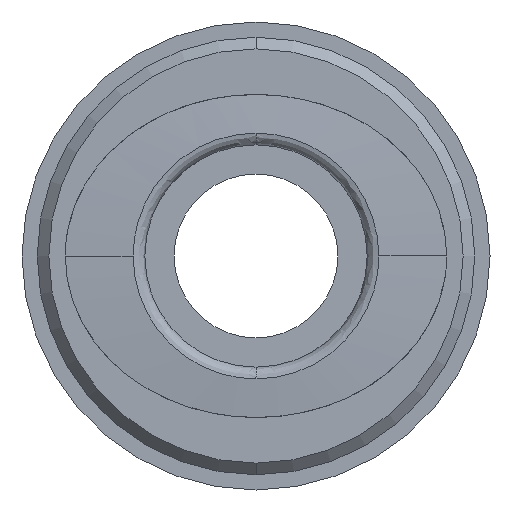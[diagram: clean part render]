
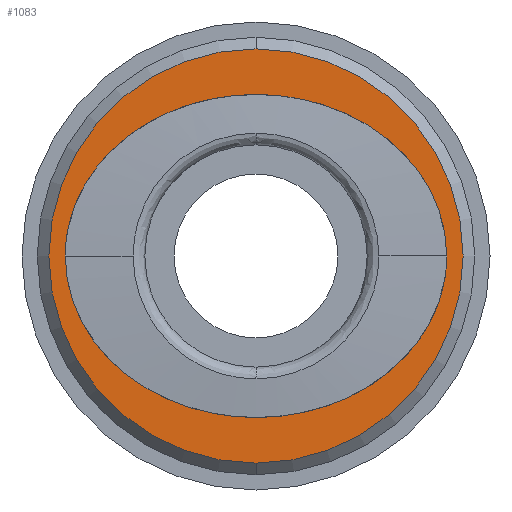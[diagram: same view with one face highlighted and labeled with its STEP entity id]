
A CAD part, front view. The second image highlights one B-rep face of the part: STEP entity #1083.
In plain terms, the highlighted planar face has unit normal (0, -1, 0).
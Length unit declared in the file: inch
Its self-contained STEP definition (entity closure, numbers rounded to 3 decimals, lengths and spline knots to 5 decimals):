
#74 = EDGE_LOOP ( 'NONE', ( #2563, #2820 ) ) ;
#121 = CARTESIAN_POINT ( 'NONE',  ( 0., -0.77362, -0.27165 ) ) ;
#130 = DIRECTION ( 'NONE',  ( 0., -1., 0. ) ) ;
#153 = EDGE_CURVE ( 'NONE', #1026, #1623, #2516, .T. ) ;
#355 = CARTESIAN_POINT ( 'NONE',  ( 0.32087, -0.77362, 0. ) ) ;
#359 = CARTESIAN_POINT ( 'NONE',  ( 0., -0.77362, -0.34843 ) ) ;
#402 = AXIS2_PLACEMENT_3D ( 'NONE', #1357, #3001, #1601 ) ;
#453 = EDGE_LOOP ( 'NONE', ( #1174, #751 ) ) ;
#461 = AXIS2_PLACEMENT_3D ( 'NONE', #1532, #130, #1766 ) ;
#467 = VERTEX_POINT ( 'NONE', #359 ) ;
#606 = CARTESIAN_POINT ( 'NONE',  ( -0.33465, -0.77362, 0. ) ) ;
#751 = ORIENTED_EDGE ( 'NONE', *, *, #789, .T. ) ;
#789 = EDGE_CURVE ( 'NONE', #467, #843, #2988, .T. ) ;
#843 = VERTEX_POINT ( 'NONE', #2948 ) ;
#989 = EDGE_CURVE ( 'NONE', #1623, #1026, #1666, .T. ) ;
#996 = FACE_OUTER_BOUND ( 'NONE', #453, .T. ) ;
#1001 = CARTESIAN_POINT ( 'NONE',  ( 0., -0.77362, 0.27165 ) ) ;
#1026 = VERTEX_POINT ( 'NONE', #2453 ) ;
#1080 = DIRECTION ( 'NONE',  ( 0., 0., -1. ) ) ;
#1083 = ADVANCED_FACE ( 'NONE', ( #2761, #996 ), #2474, .T. ) ;
#1174 = ORIENTED_EDGE ( 'NONE', *, *, #1308, .T. ) ;
#1239 = CARTESIAN_POINT ( 'NONE',  ( -0.32087, -0.77362, 0. ) ) ;
#1285 = CARTESIAN_POINT ( 'NONE',  ( -0.32087, -0.77362, 0. ) ) ;
#1308 = EDGE_CURVE ( 'NONE', #843, #467, #2458, .T. ) ;
#1357 = CARTESIAN_POINT ( 'NONE',  ( 0., -0.77362, 0. ) ) ;
#1521 = CARTESIAN_POINT ( 'NONE',  ( -0.32087, -0.77362, -0.27165 ) ) ;
#1532 = CARTESIAN_POINT ( 'NONE',  ( 0., -0.77362, 0. ) ) ;
#1545 = DIRECTION ( 'NONE',  ( 0., -1., 0. ) ) ;
#1601 = DIRECTION ( 'NONE',  ( 0., 0., 1. ) ) ;
#1623 = VERTEX_POINT ( 'NONE', #2571 ) ;
#1666 =( BOUNDED_CURVE ( )  B_SPLINE_CURVE ( 2, ( #1285, #1521, #121, #1757, #355 ),
 .UNSPECIFIED., .F., .T. ) 
 B_SPLINE_CURVE_WITH_KNOTS ( ( 3, 2, 3 ),
 ( 0., 0.01185, 0.02369 ),
 .UNSPECIFIED. ) 
 CURVE ( )  GEOMETRIC_REPRESENTATION_ITEM ( )  RATIONAL_B_SPLINE_CURVE ( ( 1., 0.707, 1., 0.707, 1. ) ) 
 REPRESENTATION_ITEM ( '' )  );
#1757 = CARTESIAN_POINT ( 'NONE',  ( 0.32087, -0.77362, -0.27165 ) ) ;
#1766 = DIRECTION ( 'NONE',  ( 0., 0., 1. ) ) ;
#2159 = CARTESIAN_POINT ( 'NONE',  ( 0.32087, -0.77362, 0.27165 ) ) ;
#2394 = CARTESIAN_POINT ( 'NONE',  ( 0.32087, -0.77362, 0. ) ) ;
#2453 = CARTESIAN_POINT ( 'NONE',  ( 0.32087, -0.77362, 0. ) ) ;
#2458 = CIRCLE ( 'NONE', #402, 0.34843 ) ;
#2474 = PLANE ( 'NONE',  #2971 ) ;
#2516 =( BOUNDED_CURVE ( )  B_SPLINE_CURVE ( 2, ( #2394, #2159, #1001, #2633, #1239 ),
 .UNSPECIFIED., .F., .T. ) 
 B_SPLINE_CURVE_WITH_KNOTS ( ( 3, 2, 3 ),
 ( 0.02369, 0.03552, 0.04734 ),
 .UNSPECIFIED. ) 
 CURVE ( )  GEOMETRIC_REPRESENTATION_ITEM ( )  RATIONAL_B_SPLINE_CURVE ( ( 1., 0.707, 1., 0.707, 1. ) ) 
 REPRESENTATION_ITEM ( '' )  );
#2563 = ORIENTED_EDGE ( 'NONE', *, *, #989, .F. ) ;
#2571 = CARTESIAN_POINT ( 'NONE',  ( -0.32087, -0.77362, 0. ) ) ;
#2633 = CARTESIAN_POINT ( 'NONE',  ( -0.32087, -0.77362, 0.27165 ) ) ;
#2761 = FACE_BOUND ( 'NONE', #74, .T. ) ;
#2820 = ORIENTED_EDGE ( 'NONE', *, *, #153, .F. ) ;
#2948 = CARTESIAN_POINT ( 'NONE',  ( 0., -0.77362, 0.34843 ) ) ;
#2971 = AXIS2_PLACEMENT_3D ( 'NONE', #606, #1545, #1080 ) ;
#2988 = CIRCLE ( 'NONE', #461, 0.34843 ) ;
#3001 = DIRECTION ( 'NONE',  ( 0., -1., 0. ) ) ;
